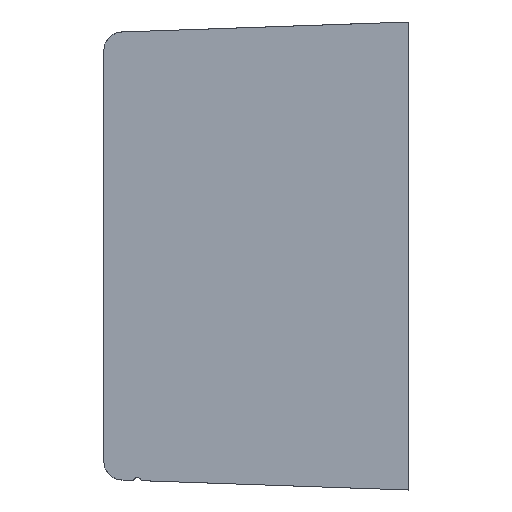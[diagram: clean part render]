
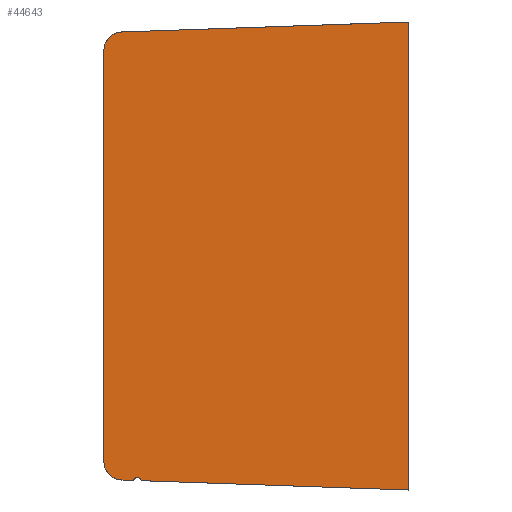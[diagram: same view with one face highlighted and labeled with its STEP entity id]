
A CAD part, left-side view. The second image highlights one B-rep face of the part: STEP entity #44643.
In plain terms, the highlighted planar face has unit normal (1, 0, 0).
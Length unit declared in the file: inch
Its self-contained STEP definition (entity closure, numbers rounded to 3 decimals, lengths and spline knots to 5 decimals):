
#2108 = VERTEX_POINT ( 'NONE', #19779 ) ;
#2637 = VECTOR ( 'NONE', #42743, 39.37008 ) ;
#6331 = CIRCLE ( 'NONE', #31434, 0.045 ) ;
#6709 = CARTESIAN_POINT ( 'NONE',  ( -0.9935, 3.05, -2.19337 ) ) ;
#6985 = CARTESIAN_POINT ( 'NONE',  ( -0.9935, 0., -2.5 ) ) ;
#9319 = VERTEX_POINT ( 'NONE', #39665 ) ;
#9902 = EDGE_CURVE ( 'NONE', #50510, #9319, #48434, .T. ) ;
#10939 = DIRECTION ( 'NONE',  ( 0., 0., -1. ) ) ;
#13098 = ORIENTED_EDGE ( 'NONE', *, *, #50614, .T. ) ;
#13330 = CARTESIAN_POINT ( 'NONE',  ( -0.9935, 3.05, 2.19337 ) ) ;
#13503 = AXIS2_PLACEMENT_3D ( 'NONE', #16036, #45364, #20228 ) ;
#13770 = LINE ( 'NONE', #6985, #45912 ) ;
#14690 = CARTESIAN_POINT ( 'NONE',  ( -0.9935, 2.84799, -2.40055 ) ) ;
#14956 = VECTOR ( 'NONE', #44548, 39.37008 ) ;
#15638 = VERTEX_POINT ( 'NONE', #44784 ) ;
#16036 = CARTESIAN_POINT ( 'NONE',  ( -0.9935, 3.25, 2.5 ) ) ;
#16944 = CARTESIAN_POINT ( 'NONE',  ( -0.9935, 3.25, 2.19337 ) ) ;
#17191 = CARTESIAN_POINT ( 'NONE',  ( -0.9935, 3.05698, 2.39325 ) ) ;
#17543 = DIRECTION ( 'NONE',  ( 0., 0., -1. ) ) ;
#19442 = CARTESIAN_POINT ( 'NONE',  ( -0.9935, 2.89106, -2.41359 ) ) ;
#19779 = CARTESIAN_POINT ( 'NONE',  ( -0.9935, 0., -2.5 ) ) ;
#19881 = VERTEX_POINT ( 'NONE', #39123 ) ;
#20228 = DIRECTION ( 'NONE',  ( 0., 1., 0. ) ) ;
#20648 = DIRECTION ( 'NONE',  ( 0., 0., 1. ) ) ;
#21741 = EDGE_CURVE ( 'NONE', #40967, #19881, #6331, .T. ) ;
#22851 = CIRCLE ( 'NONE', #52761, 0.2 ) ;
#22962 = ORIENTED_EDGE ( 'NONE', *, *, #43200, .T. ) ;
#23519 = LINE ( 'NONE', #26174, #2637 ) ;
#23640 = DIRECTION ( 'NONE',  ( 0., -1., 0. ) ) ;
#25177 = FACE_OUTER_BOUND ( 'NONE', #37823, .T. ) ;
#25255 = EDGE_CURVE ( 'NONE', #15638, #31548, #39412, .T. ) ;
#26174 = CARTESIAN_POINT ( 'NONE',  ( -0.9935, 0., 2.5 ) ) ;
#26961 = ORIENTED_EDGE ( 'NONE', *, *, #39592, .T. ) ;
#29093 = EDGE_CURVE ( 'NONE', #19881, #31697, #32118, .T. ) ;
#30814 = VECTOR ( 'NONE', #36009, 39.37008 ) ;
#31434 = AXIS2_PLACEMENT_3D ( 'NONE', #19442, #48849, #23640 ) ;
#31548 = VERTEX_POINT ( 'NONE', #16944 ) ;
#31697 = VERTEX_POINT ( 'NONE', #42434 ) ;
#32005 = CARTESIAN_POINT ( 'NONE',  ( -0.9935, 3.05698, 2.39325 ) ) ;
#32028 = DIRECTION ( 'NONE',  ( 0., 0.999, 0.035 ) ) ;
#32118 = LINE ( 'NONE', #52745, #30814 ) ;
#33080 = CARTESIAN_POINT ( 'NONE',  ( -0.9935, 3.25, 2.5 ) ) ;
#35981 = DIRECTION ( 'NONE',  ( 1., 0., 0. ) ) ;
#36009 = DIRECTION ( 'NONE',  ( 0., 0.999, 0.035 ) ) ;
#37823 = EDGE_LOOP ( 'NONE', ( #51462, #26961, #52260, #38941, #22962, #45494, #13098, #40906 ) ) ;
#38941 = ORIENTED_EDGE ( 'NONE', *, *, #29093, .T. ) ;
#39123 = CARTESIAN_POINT ( 'NONE',  ( -0.9935, 2.93311, -2.39757 ) ) ;
#39412 = LINE ( 'NONE', #33080, #49302 ) ;
#39592 = EDGE_CURVE ( 'NONE', #2108, #40967, #13770, .T. ) ;
#39665 = CARTESIAN_POINT ( 'NONE',  ( -0.9935, 0., 2.5 ) ) ;
#40906 = ORIENTED_EDGE ( 'NONE', *, *, #9902, .T. ) ;
#40967 = VERTEX_POINT ( 'NONE', #14690 ) ;
#42434 = CARTESIAN_POINT ( 'NONE',  ( -0.9935, 3.05698, -2.39325 ) ) ;
#42655 = DIRECTION ( 'NONE',  ( 1., 0., 0. ) ) ;
#42743 = DIRECTION ( 'NONE',  ( 0., 0., -1. ) ) ;
#43200 = EDGE_CURVE ( 'NONE', #31697, #15638, #22851, .T. ) ;
#44548 = DIRECTION ( 'NONE',  ( 0., -0.999, 0.035 ) ) ;
#44643 = ADVANCED_FACE ( 'NONE', ( #25177 ), #45189, .T. ) ;
#44784 = CARTESIAN_POINT ( 'NONE',  ( -0.9935, 3.25, -2.19337 ) ) ;
#45189 = PLANE ( 'NONE',  #13503 ) ;
#45364 = DIRECTION ( 'NONE',  ( 1., 0., 0. ) ) ;
#45494 = ORIENTED_EDGE ( 'NONE', *, *, #25255, .T. ) ;
#45912 = VECTOR ( 'NONE', #32028, 39.37008 ) ;
#46335 = EDGE_CURVE ( 'NONE', #9319, #2108, #23519, .T. ) ;
#46643 = CIRCLE ( 'NONE', #49060, 0.2 ) ;
#48434 = LINE ( 'NONE', #32005, #14956 ) ;
#48849 = DIRECTION ( 'NONE',  ( -1., 0., 0. ) ) ;
#49060 = AXIS2_PLACEMENT_3D ( 'NONE', #13330, #42655, #17543 ) ;
#49302 = VECTOR ( 'NONE', #20648, 39.37008 ) ;
#50510 = VERTEX_POINT ( 'NONE', #17191 ) ;
#50614 = EDGE_CURVE ( 'NONE', #31548, #50510, #46643, .T. ) ;
#51462 = ORIENTED_EDGE ( 'NONE', *, *, #46335, .T. ) ;
#52260 = ORIENTED_EDGE ( 'NONE', *, *, #21741, .T. ) ;
#52745 = CARTESIAN_POINT ( 'NONE',  ( -0.9935, 2.93311, -2.39757 ) ) ;
#52761 = AXIS2_PLACEMENT_3D ( 'NONE', #6709, #35981, #10939 ) ;
